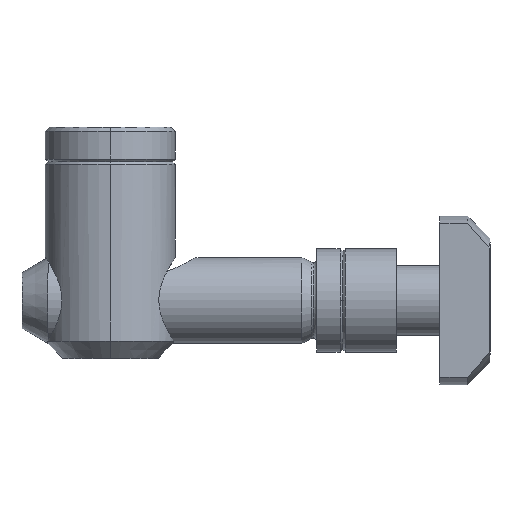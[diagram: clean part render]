
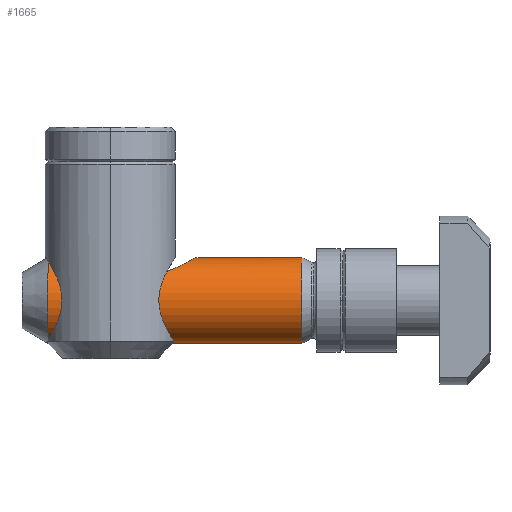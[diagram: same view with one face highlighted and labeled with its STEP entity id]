
A CAD part, top view. The second image highlights one B-rep face of the part: STEP entity #1665.
In plain terms, the highlighted cylindrical face has radius 4.95 mm (diameter 9.9 mm), a partial arc.
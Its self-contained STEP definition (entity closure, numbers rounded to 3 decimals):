
#14 = CARTESIAN_POINT ( 'NONE',  ( -0.316, -15.882, 2.756 ) ) ;
#20 = AXIS2_PLACEMENT_3D ( 'NONE', #2050, #1672, #2410 ) ;
#28 = CARTESIAN_POINT ( 'NONE',  ( 8.681, -15.698, 2.451 ) ) ;
#37 = B_SPLINE_CURVE_WITH_KNOTS ( 'NONE', 3,
 ( #1370, #1557, #600, #400, #1719, #2149, #1590, #425, #1162, #831, #2123, #14, #2331, #1944, #2135, #1216, #640, #256, #240, #996, #1011, #1356, #2317, #778, #1918, #213, #627, #1387, #971, #441, #1732, #2110, #1201, #28, #1957, #1771, #410, #1933, #74, #228, #131, #1233, #892, #285, #1044, #1987 ),
 .UNSPECIFIED., .F., .F.,
 ( 4, 2, 2, 2, 2, 2, 2, 2, 2, 2, 2, 2, 2, 2, 2, 2, 2, 2, 2, 2, 2, 2, 4 ),
 ( 0.012, 0.012, 0.013, 0.013, 0.014, 0.015, 0.016, 0.017, 0.018, 0.019, 0.02, 0.02, 0.021, 0.022, 0.023, 0.024, 0.025, 0.026, 0.026, 0.027, 0.027, 0.028, 0.028 ),
 .UNSPECIFIED. ) ;
#54 = EDGE_CURVE ( 'NONE', #83, #1454, #1496, .T. ) ;
#67 = ORIENTED_EDGE ( 'NONE', *, *, #2064, .T. ) ;
#74 = CARTESIAN_POINT ( 'NONE',  ( 9.408, -15.311, 1.593 ) ) ;
#83 = VERTEX_POINT ( 'NONE', #1721 ) ;
#131 = CARTESIAN_POINT ( 'NONE',  ( 9.639, -15.183, 1.152 ) ) ;
#213 = CARTESIAN_POINT ( 'NONE',  ( 5.344, -16.964, 3.91 ) ) ;
#228 = CARTESIAN_POINT ( 'NONE',  ( 9.568, -15.223, 1.305 ) ) ;
#240 = CARTESIAN_POINT ( 'NONE',  ( 2.656, -16.964, 3.91 ) ) ;
#256 = CARTESIAN_POINT ( 'NONE',  ( 2.325, -16.89, 3.853 ) ) ;
#285 = CARTESIAN_POINT ( 'NONE',  ( 9.859, -15.059, 0.341 ) ) ;
#292 = VERTEX_POINT ( 'NONE', #891 ) ;
#345 = VECTOR ( 'NONE', #1293, 1000. ) ;
#356 = AXIS2_PLACEMENT_3D ( 'NONE', #1749, #806, #2103 ) ;
#400 = CARTESIAN_POINT ( 'NONE',  ( -1.799, -15.093, 0.675 ) ) ;
#410 = CARTESIAN_POINT ( 'NONE',  ( 9.125, -15.465, 1.988 ) ) ;
#424 = CARTESIAN_POINT ( 'NONE',  ( 22.1, -20., 0. ) ) ;
#425 = CARTESIAN_POINT ( 'NONE',  ( -1.408, -15.311, 1.594 ) ) ;
#441 = CARTESIAN_POINT ( 'NONE',  ( 7.217, -16.38, 3.38 ) ) ;
#537 = CARTESIAN_POINT ( 'NONE',  ( 43.8, -15.05, 0. ) ) ;
#600 = CARTESIAN_POINT ( 'NONE',  ( -1.86, -15.059, 0.339 ) ) ;
#627 = CARTESIAN_POINT ( 'NONE',  ( 5.67, -16.891, 3.854 ) ) ;
#640 = CARTESIAN_POINT ( 'NONE',  ( 1.688, -16.711, 3.701 ) ) ;
#664 = ORIENTED_EDGE ( 'NONE', *, *, #2320, .T. ) ;
#709 = CARTESIAN_POINT ( 'NONE',  ( -1.875, -15.05, 0. ) ) ;
#778 = CARTESIAN_POINT ( 'NONE',  ( 4.678, -17.058, 3.981 ) ) ;
#806 = DIRECTION ( 'NONE',  ( -1., 0., 0. ) ) ;
#814 = DIRECTION ( 'NONE',  ( -1., 0., 0. ) ) ;
#831 = CARTESIAN_POINT ( 'NONE',  ( -1.028, -15.517, 2.117 ) ) ;
#844 = DIRECTION ( 'NONE',  ( -1., 0., 0. ) ) ;
#873 = CARTESIAN_POINT ( 'NONE',  ( 43.8, -24.95, 0. ) ) ;
#882 = LINE ( 'NONE', #873, #1813 ) ;
#891 = CARTESIAN_POINT ( 'NONE',  ( 22.1, -24.95, 0. ) ) ;
#892 = CARTESIAN_POINT ( 'NONE',  ( 9.798, -15.094, 0.676 ) ) ;
#971 = CARTESIAN_POINT ( 'NONE',  ( 6.621, -16.606, 3.607 ) ) ;
#974 = VERTEX_POINT ( 'NONE', #709 ) ;
#996 = CARTESIAN_POINT ( 'NONE',  ( 3.321, -17.064, 3.986 ) ) ;
#1005 = EDGE_CURVE ( 'NONE', #2218, #1374, #1669, .T. ) ;
#1011 = CARTESIAN_POINT ( 'NONE',  ( 3.657, -17.09, 4.005 ) ) ;
#1044 = CARTESIAN_POINT ( 'NONE',  ( 9.875, -15.05, 0.17 ) ) ;
#1132 = VECTOR ( 'NONE', #844, 1000. ) ;
#1162 = CARTESIAN_POINT ( 'NONE',  ( -1.318, -15.36, 1.73 ) ) ;
#1201 = CARTESIAN_POINT ( 'NONE',  ( 8.318, -15.881, 2.755 ) ) ;
#1216 = CARTESIAN_POINT ( 'NONE',  ( 1.38, -16.607, 3.607 ) ) ;
#1233 = CARTESIAN_POINT ( 'NONE',  ( 9.753, -15.119, 0.838 ) ) ;
#1241 = ORIENTED_EDGE ( 'NONE', *, *, #1005, .T. ) ;
#1293 = DIRECTION ( 'NONE',  ( -1., 0., 0. ) ) ;
#1356 = CARTESIAN_POINT ( 'NONE',  ( 4.167, -17.091, 4.005 ) ) ;
#1370 = CARTESIAN_POINT ( 'NONE',  ( -1.875, -15.05, 0. ) ) ;
#1374 = VERTEX_POINT ( 'NONE', #2145 ) ;
#1387 = CARTESIAN_POINT ( 'NONE',  ( 6.311, -16.712, 3.702 ) ) ;
#1434 = CARTESIAN_POINT ( 'NONE',  ( -7.2, -15.05, 0. ) ) ;
#1444 = DIRECTION ( 'NONE',  ( -1., 0., 0. ) ) ;
#1454 = VERTEX_POINT ( 'NONE', #1434 ) ;
#1496 = CIRCLE ( 'NONE', #20, 4.95 ) ;
#1514 = CYLINDRICAL_SURFACE ( 'NONE', #356, 4.95 ) ;
#1557 = CARTESIAN_POINT ( 'NONE',  ( -1.875, -15.05, 0.17 ) ) ;
#1569 = AXIS2_PLACEMENT_3D ( 'NONE', #424, #814, #1588 ) ;
#1583 = ORIENTED_EDGE ( 'NONE', *, *, #54, .F. ) ;
#1588 = DIRECTION ( 'NONE',  ( 0., -1., 0. ) ) ;
#1590 = CARTESIAN_POINT ( 'NONE',  ( -1.568, -15.223, 1.305 ) ) ;
#1618 = CIRCLE ( 'NONE', #1569, 4.95 ) ;
#1632 = CARTESIAN_POINT ( 'NONE',  ( 43.8, -15.05, 0. ) ) ;
#1663 = CARTESIAN_POINT ( 'NONE',  ( 22.1, -15.05, 0. ) ) ;
#1665 = ADVANCED_FACE ( 'NONE', ( #1701 ), #1514, .T. ) ;
#1669 = LINE ( 'NONE', #537, #345 ) ;
#1672 = DIRECTION ( 'NONE',  ( -1., 0., 0. ) ) ;
#1701 = FACE_OUTER_BOUND ( 'NONE', #1806, .T. ) ;
#1719 = CARTESIAN_POINT ( 'NONE',  ( -1.753, -15.119, 0.839 ) ) ;
#1721 = CARTESIAN_POINT ( 'NONE',  ( -7.2, -24.95, 0. ) ) ;
#1732 = CARTESIAN_POINT ( 'NONE',  ( 7.504, -16.258, 3.247 ) ) ;
#1749 = CARTESIAN_POINT ( 'NONE',  ( 43.8, -20., 0. ) ) ;
#1771 = CARTESIAN_POINT ( 'NONE',  ( 9.02, -15.521, 2.111 ) ) ;
#1806 = EDGE_LOOP ( 'NONE', ( #664, #1241, #2339, #67, #1583, #1887 ) ) ;
#1813 = VECTOR ( 'NONE', #1444, 1000. ) ;
#1838 = LINE ( 'NONE', #1632, #1132 ) ;
#1887 = ORIENTED_EDGE ( 'NONE', *, *, #2015, .F. ) ;
#1918 = CARTESIAN_POINT ( 'NONE',  ( 4.846, -17.039, 3.967 ) ) ;
#1933 = CARTESIAN_POINT ( 'NONE',  ( 9.319, -15.36, 1.729 ) ) ;
#1944 = CARTESIAN_POINT ( 'NONE',  ( 0.492, -16.256, 3.244 ) ) ;
#1957 = CARTESIAN_POINT ( 'NONE',  ( 8.797, -15.637, 2.343 ) ) ;
#1987 = CARTESIAN_POINT ( 'NONE',  ( 9.875, -15.05, 0. ) ) ;
#2000 = EDGE_CURVE ( 'NONE', #974, #1374, #37, .T. ) ;
#2015 = EDGE_CURVE ( 'NONE', #292, #83, #882, .T. ) ;
#2050 = CARTESIAN_POINT ( 'NONE',  ( -7.2, -20., 0. ) ) ;
#2064 = EDGE_CURVE ( 'NONE', #974, #1454, #1838, .T. ) ;
#2103 = DIRECTION ( 'NONE',  ( 0., -1., 0. ) ) ;
#2110 = CARTESIAN_POINT ( 'NONE',  ( 8.057, -16.007, 2.933 ) ) ;
#2123 = CARTESIAN_POINT ( 'NONE',  ( -0.801, -15.637, 2.35 ) ) ;
#2135 = CARTESIAN_POINT ( 'NONE',  ( 0.783, -16.38, 3.38 ) ) ;
#2145 = CARTESIAN_POINT ( 'NONE',  ( 9.875, -15.05, 0. ) ) ;
#2149 = CARTESIAN_POINT ( 'NONE',  ( -1.638, -15.183, 1.153 ) ) ;
#2218 = VERTEX_POINT ( 'NONE', #1663 ) ;
#2317 = CARTESIAN_POINT ( 'NONE',  ( 4.339, -17.084, 4. ) ) ;
#2320 = EDGE_CURVE ( 'NONE', #292, #2218, #1618, .T. ) ;
#2331 = CARTESIAN_POINT ( 'NONE',  ( -0.057, -16.007, 2.933 ) ) ;
#2339 = ORIENTED_EDGE ( 'NONE', *, *, #2000, .F. ) ;
#2410 = DIRECTION ( 'NONE',  ( 0., -1., 0. ) ) ;
